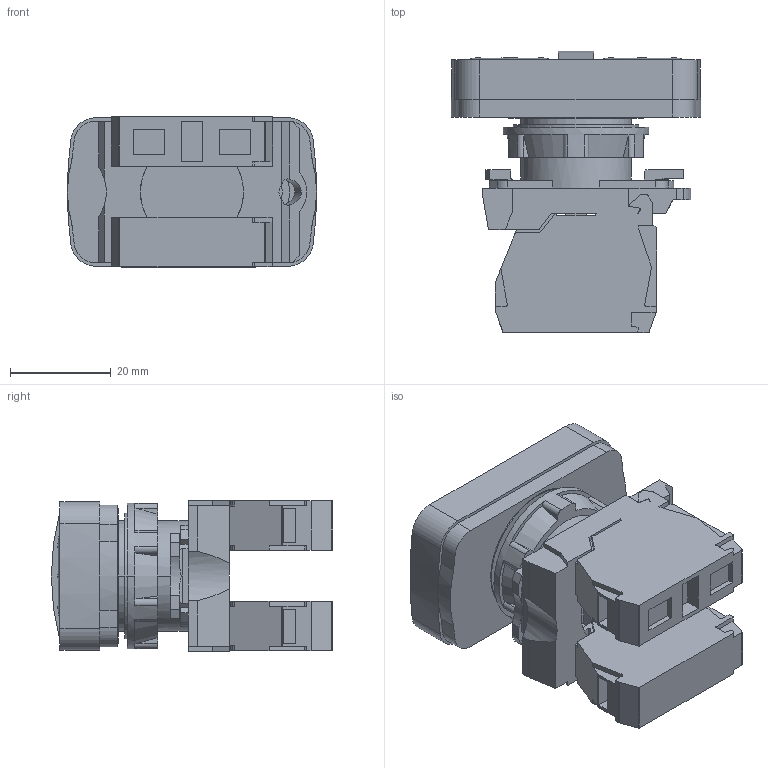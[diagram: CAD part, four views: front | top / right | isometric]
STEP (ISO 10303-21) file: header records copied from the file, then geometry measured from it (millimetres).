
FILE_DESCRIPTION((''),'2;1');
FILE_NAME('LA167-B5-ALA3512315','2024-06-19T',('Administrator'),('zyb.com'),'PRO/ENGINEER BY PARAMETRIC TECHNOLOGY CORPORATION, 2010280','PRO/ENGINEER BY PARAMETRIC TECHNOLOGY CORPORATION, 2010280','');
FILE_SCHEMA(('CONFIG_CONTROL_DESIGN','SHAPE_APPEARANCE_LAYERS_GROUPS'));
Length unit declared in the file: millimetre
Products named in the file (1): LA167-B5-ALA3512315
Bounding box: 49.5 x 55.9 x 30 mm (x, y, z)
Volume: 41341.3 mm3; surface area: 16536.2 mm2
Topology: 1 solids, 1 shells, 545 faces, 1557 edges, 1022 vertices
Faces by surface type: plane 353, cylinder 167, bspline 16, cone 6, torus 2, extrusion 1
Entity records: 23530 total; most frequent: CARTESIAN_POINT 4284, ORIENTED_EDGE 3106, DIRECTION 2856, PRESENTATION_STYLE_ASSIGNMENT 1572, STYLED_ITEM 1554, CURVE_STYLE 1553, EDGE_CURVE 1553, VECTOR 1038
